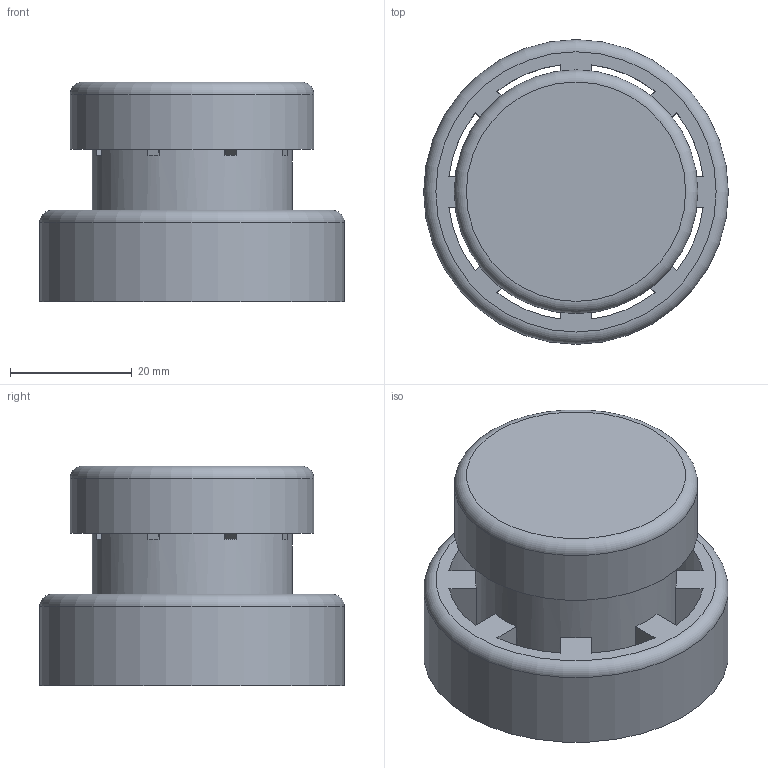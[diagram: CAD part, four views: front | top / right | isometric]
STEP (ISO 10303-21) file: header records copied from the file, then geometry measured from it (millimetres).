
FILE_DESCRIPTION(/* description */ (''),/* implementation_level */ '2;1');
FILE_NAME(/* name */ '6ee2f399-8706-47b5-86c2-c3b37d45fabd.stp',/* time_stamp */ '2021-02-01T09:58:56+00:00',/* author */ (''),/* organization */ (''),/* preprocessor_version */ 'ST-DEVELOPER v18.1',/* originating_system */ 'Autodesk Translation Framework v9.7.1.1290',/* authorisation */ '');
FILE_SCHEMA (('AUTOMOTIVE_DESIGN { 1 0 10303 214 3 1 1 }'));
Length unit declared in the file: millimetre
Products named in the file (1): cap01
Bounding box: 50 x 50 x 36 mm (x, y, z)
Volume: 29359.2 mm3; surface area: 17288.1 mm2
Topology: 2 solids, 2 shells, 88 faces, 266 edges, 177 vertices
Faces by surface type: plane 47, cylinder 22, torus 18, cone 1
Full cylindrical faces by diameter (mm): 18 x1, 27 x1, 33 x1, 33.015 x1, 40 x1, 50 x1
Entity records: 3320 total; most frequent: CARTESIAN_POINT 820, ORIENTED_EDGE 532, DIRECTION 511, EDGE_CURVE 266, AXIS2_PLACEMENT_3D 188, VERTEX_POINT 177, LINE 135, VECTOR 135
